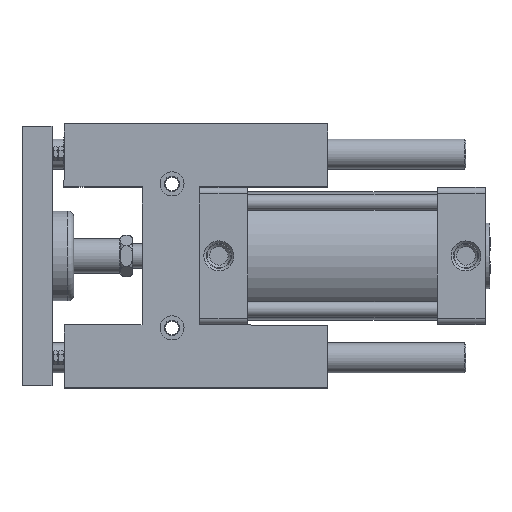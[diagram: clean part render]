
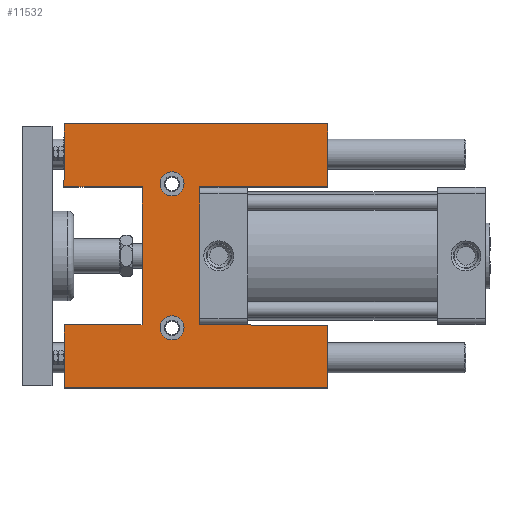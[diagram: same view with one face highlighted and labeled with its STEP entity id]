
A CAD part, top view. The second image highlights one B-rep face of the part: STEP entity #11532.
In plain terms, the highlighted planar face has unit normal (0, 0, 1).
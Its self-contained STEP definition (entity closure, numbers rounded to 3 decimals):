
#11218=CARTESIAN_POINT('',(115.,60.,57.5));
#11219=VERTEX_POINT('Vertex416',#11218);
#11220=CARTESIAN_POINT('',(125.,60.,57.5));
#11221=DIRECTION('',(0.,0.,-1.));
#11222=DIRECTION('',(-1.,0.,0.));
#11223=AXIS2_PLACEMENT_3D('',#11220,#11221,#11222);
#11224=CIRCLE('nurbsCrv542',#11223,10.);
#11225=EDGE_CURVE('Edge542',#11219,#11219,#11224,.T.);
#11406=CARTESIAN_POINT('',(115.,-60.,57.5));
#11407=VERTEX_POINT('Vertex422',#11406);
#11408=CARTESIAN_POINT('',(125.,-60.,57.5));
#11409=DIRECTION('',(0.,0.,-1.));
#11410=DIRECTION('',(-1.,0.,0.));
#11411=AXIS2_PLACEMENT_3D('',#11408,#11409,#11410);
#11412=CIRCLE('nurbsCrv549',#11411,10.);
#11413=EDGE_CURVE('Edge549',#11407,#11407,#11412,.T.);
#11423=CARTESIAN_POINT('',(255.,110.,57.5));
#11424=VERTEX_POINT('Vertex424',#11423);
#11425=CARTESIAN_POINT('',(255.,57.5,57.5));
#11426=VERTEX_POINT('Vertex423',#11425);
#11427=CARTESIAN_POINT('',(255.,83.75,57.5));
#11428=DIRECTION('',(0.,-1.,0.));
#11429=VECTOR('',#11428,1.);
#11430=LINE('nurbsCrv550',#11427,#11429);
#11431=EDGE_CURVE('Edge550',#11424,#11426,#11430,.T.);
#11432=ORIENTED_EDGE('Edgeuse931',*,*,#11431,.F.);
#11433=CARTESIAN_POINT('',(35.,110.,57.5));
#11434=VERTEX_POINT('Vertex425',#11433);
#11435=CARTESIAN_POINT('',(145.,110.,57.5));
#11436=DIRECTION('',(1.,0.,0.));
#11437=VECTOR('',#11436,1.);
#11438=LINE('nurbsCrv551',#11435,#11437);
#11439=EDGE_CURVE('Edge551',#11434,#11424,#11438,.T.);
#11440=ORIENTED_EDGE('Edgeuse932',*,*,#11439,.F.);
#11441=CARTESIAN_POINT('',(35.,57.5,57.5));
#11442=VERTEX_POINT('Vertex426',#11441);
#11443=CARTESIAN_POINT('',(35.,83.75,57.5));
#11444=DIRECTION('',(0.,1.,0.));
#11445=VECTOR('',#11444,1.);
#11446=LINE('nurbsCrv552',#11443,#11445);
#11447=EDGE_CURVE('Edge552',#11442,#11434,#11446,.T.);
#11448=ORIENTED_EDGE('Edgeuse933',*,*,#11447,.F.);
#11449=CARTESIAN_POINT('',(100.,57.5,57.5));
#11450=VERTEX_POINT('Vertex427',#11449);
#11451=CARTESIAN_POINT('',(67.5,57.5,57.5));
#11452=DIRECTION('',(-1.,0.,0.));
#11453=VECTOR('',#11452,1.);
#11454=LINE('nurbsCrv553',#11451,#11453);
#11455=EDGE_CURVE('Edge553',#11450,#11442,#11454,.T.);
#11456=ORIENTED_EDGE('Edgeuse934',*,*,#11455,.F.);
#11457=CARTESIAN_POINT('',(100.,-57.5,57.5));
#11458=VERTEX_POINT('Vertex428',#11457);
#11459=CARTESIAN_POINT('',(100.,0.,57.5));
#11460=DIRECTION('',(0.,1.,0.));
#11461=VECTOR('',#11460,1.);
#11462=LINE('nurbsCrv554',#11459,#11461);
#11463=EDGE_CURVE('Edge554',#11458,#11450,#11462,.T.);
#11464=ORIENTED_EDGE('Edgeuse935',*,*,#11463,.F.);
#11465=CARTESIAN_POINT('',(35.,-57.5,57.5));
#11466=VERTEX_POINT('Vertex429',#11465);
#11467=CARTESIAN_POINT('',(67.5,-57.5,57.5));
#11468=DIRECTION('',(1.,0.,0.));
#11469=VECTOR('',#11468,1.);
#11470=LINE('nurbsCrv555',#11467,#11469);
#11471=EDGE_CURVE('Edge555',#11466,#11458,#11470,.T.);
#11472=ORIENTED_EDGE('Edgeuse936',*,*,#11471,.F.);
#11473=CARTESIAN_POINT('',(35.,-110.,57.5));
#11474=VERTEX_POINT('Vertex430',#11473);
#11475=CARTESIAN_POINT('',(35.,-83.75,57.5));
#11476=DIRECTION('',(0.,1.,0.));
#11477=VECTOR('',#11476,1.);
#11478=LINE('nurbsCrv556',#11475,#11477);
#11479=EDGE_CURVE('Edge556',#11474,#11466,#11478,.T.);
#11480=ORIENTED_EDGE('Edgeuse937',*,*,#11479,.F.);
#11481=CARTESIAN_POINT('',(254.75,-110.,57.5));
#11482=VERTEX_POINT('Vertex431',#11481);
#11483=CARTESIAN_POINT('',(144.875,-110.,57.5));
#11484=DIRECTION('',(-1.,0.,0.));
#11485=VECTOR('',#11484,1.);
#11486=LINE('nurbsCrv557',#11483,#11485);
#11487=EDGE_CURVE('Edge557',#11482,#11474,#11486,.T.);
#11488=ORIENTED_EDGE('Edgeuse938',*,*,#11487,.F.);
#11489=CARTESIAN_POINT('',(254.75,-57.75,57.5));
#11490=VERTEX_POINT('Vertex432',#11489);
#11491=CARTESIAN_POINT('',(254.75,-83.875,57.5));
#11492=DIRECTION('',(0.,-1.,0.));
#11493=VECTOR('',#11492,1.);
#11494=LINE('nurbsCrv558',#11491,#11493);
#11495=EDGE_CURVE('Edge558',#11490,#11482,#11494,.T.);
#11496=ORIENTED_EDGE('Edgeuse939',*,*,#11495,.F.);
#11497=CARTESIAN_POINT('',(148.,-57.5,57.5));
#11498=VERTEX_POINT('Vertex433',#11497);
#11499=CARTESIAN_POINT('',(201.375,-57.625,57.5));
#11500=DIRECTION('',(1.,-0.002,0.));
#11501=VECTOR('',#11500,1.);
#11502=LINE('nurbsCrv559',#11499,#11501);
#11503=EDGE_CURVE('Edge559',#11498,#11490,#11502,.T.);
#11504=ORIENTED_EDGE('Edgeuse940',*,*,#11503,.F.);
#11505=CARTESIAN_POINT('',(148.,57.5,57.5));
#11506=VERTEX_POINT('Vertex434',#11505);
#11507=CARTESIAN_POINT('',(148.,0.,57.5));
#11508=DIRECTION('',(0.,-1.,0.));
#11509=VECTOR('',#11508,1.);
#11510=LINE('nurbsCrv560',#11507,#11509);
#11511=EDGE_CURVE('Edge560',#11506,#11498,#11510,.T.);
#11512=ORIENTED_EDGE('Edgeuse941',*,*,#11511,.F.);
#11513=CARTESIAN_POINT('',(201.5,57.5,57.5));
#11514=DIRECTION('',(-1.,0.,0.));
#11515=VECTOR('',#11514,1.);
#11516=LINE('nurbsCrv561',#11513,#11515);
#11517=EDGE_CURVE('Edge561',#11426,#11506,#11516,.T.);
#11518=ORIENTED_EDGE('Edgeuse942',*,*,#11517,.F.);
#11519=EDGE_LOOP('',(#11432,#11440,#11448,#11456,#11464,#11472,#11480,#11488,
#11496,#11504,#11512,#11518));
#11520=FACE_OUTER_BOUND('',#11519,.T.);
#11521=ORIENTED_EDGE('Edgeuse929',*,*,#11413,.T.);
#11522=EDGE_LOOP('',(#11521));
#11523=FACE_BOUND('',#11522,.T.);
#11524=ORIENTED_EDGE('Edgeuse930',*,*,#11225,.T.);
#11525=EDGE_LOOP('',(#11524));
#11526=FACE_BOUND('',#11525,.T.);
#11527=CARTESIAN_POINT('',(145.,0.,57.5));
#11528=DIRECTION('',(0.,0.,1.));
#11529=DIRECTION('',(-1.,0.,0.));
#11530=AXIS2_PLACEMENT_3D('',#11527,#11528,#11529);
#11531=PLANE('nurbsSrf236',#11530);
#11532=ADVANCED_FACE('Face236',(#11520,#11523,#11526),#11531,.T.);
